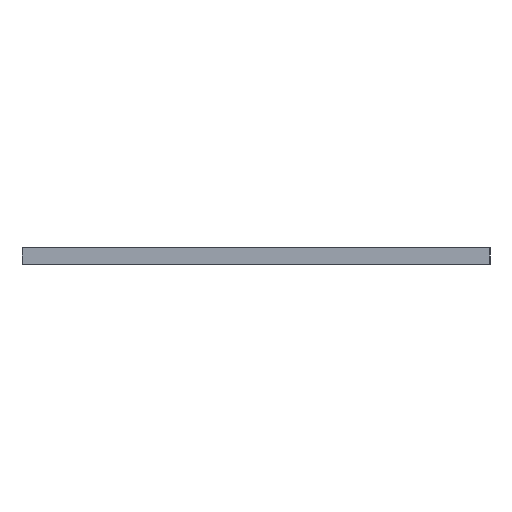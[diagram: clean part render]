
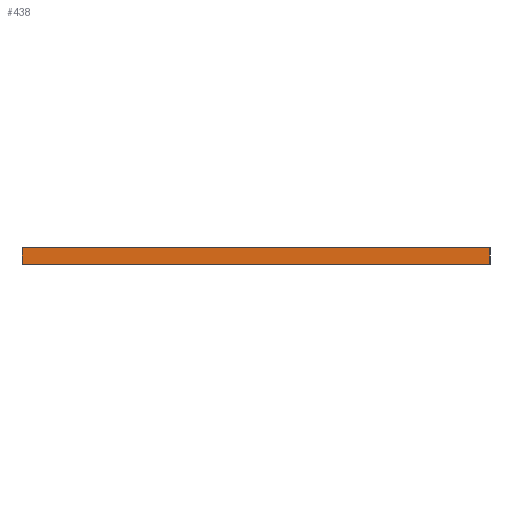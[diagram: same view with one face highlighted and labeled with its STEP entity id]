
A CAD part, left-side view. The second image highlights one B-rep face of the part: STEP entity #438.
In plain terms, the highlighted planar face has unit normal (-1, 0, 0).
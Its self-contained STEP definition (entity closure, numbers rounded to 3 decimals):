
#22 = EDGE_LOOP ( 'NONE', ( #62, #100, #329, #87 ) ) ;
#49 = CARTESIAN_POINT ( 'NONE',  ( -215., -45., 3.175 ) ) ;
#62 = ORIENTED_EDGE ( 'NONE', *, *, #271, .T. ) ;
#69 = VERTEX_POINT ( 'NONE', #777 ) ;
#74 = LINE ( 'NONE', #368, #191 ) ;
#87 = ORIENTED_EDGE ( 'NONE', *, *, #497, .T. ) ;
#100 = ORIENTED_EDGE ( 'NONE', *, *, #864, .F. ) ;
#162 = DIRECTION ( 'NONE',  ( 0., 0., -1. ) ) ;
#171 = DIRECTION ( 'NONE',  ( 0., 0., -1. ) ) ;
#185 = CARTESIAN_POINT ( 'NONE',  ( -215., -45., 0. ) ) ;
#191 = VECTOR ( 'NONE', #806, 1000. ) ;
#224 = CARTESIAN_POINT ( 'NONE',  ( -215., 45., 0. ) ) ;
#240 = DIRECTION ( 'NONE',  ( 0., -1., 0. ) ) ;
#241 = FACE_OUTER_BOUND ( 'NONE', #22, .T. ) ;
#244 = VERTEX_POINT ( 'NONE', #49 ) ;
#271 = EDGE_CURVE ( 'NONE', #416, #743, #841, .T. ) ;
#304 = CARTESIAN_POINT ( 'NONE',  ( -215., 45., 3.175 ) ) ;
#329 = ORIENTED_EDGE ( 'NONE', *, *, #892, .F. ) ;
#368 = CARTESIAN_POINT ( 'NONE',  ( -215., -45., 3.175 ) ) ;
#395 = CARTESIAN_POINT ( 'NONE',  ( -215., -45., 3.175 ) ) ;
#416 = VERTEX_POINT ( 'NONE', #224 ) ;
#438 = ADVANCED_FACE ( 'NONE', ( #241 ), #451, .F. ) ;
#451 = PLANE ( 'NONE',  #612 ) ;
#462 = VECTOR ( 'NONE', #240, 1000. ) ;
#475 = VECTOR ( 'NONE', #758, 1000. ) ;
#497 = EDGE_CURVE ( 'NONE', #69, #416, #745, .T. ) ;
#567 = VECTOR ( 'NONE', #162, 1000. ) ;
#612 = AXIS2_PLACEMENT_3D ( 'NONE', #395, #750, #171 ) ;
#648 = CARTESIAN_POINT ( 'NONE',  ( -215., -45., 3.175 ) ) ;
#710 = CARTESIAN_POINT ( 'NONE',  ( -215., -45., 0. ) ) ;
#743 = VERTEX_POINT ( 'NONE', #710 ) ;
#745 = LINE ( 'NONE', #304, #567 ) ;
#750 = DIRECTION ( 'NONE',  ( 1., 0., 0. ) ) ;
#758 = DIRECTION ( 'NONE',  ( 0., -1., 0. ) ) ;
#777 = CARTESIAN_POINT ( 'NONE',  ( -215., 45., 3.175 ) ) ;
#806 = DIRECTION ( 'NONE',  ( 0., 0., -1. ) ) ;
#841 = LINE ( 'NONE', #185, #475 ) ;
#864 = EDGE_CURVE ( 'NONE', #244, #743, #74, .T. ) ;
#878 = LINE ( 'NONE', #648, #462 ) ;
#892 = EDGE_CURVE ( 'NONE', #69, #244, #878, .T. ) ;
